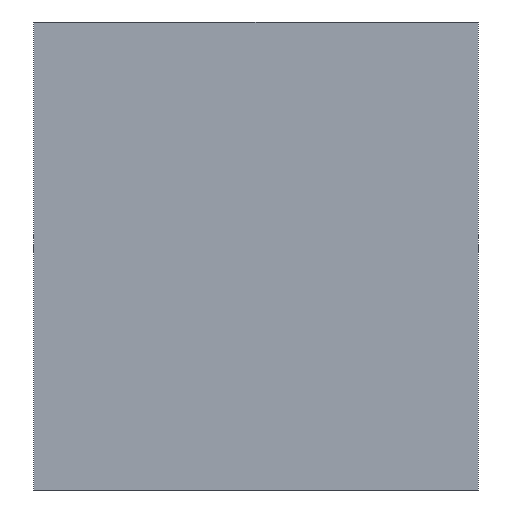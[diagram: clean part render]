
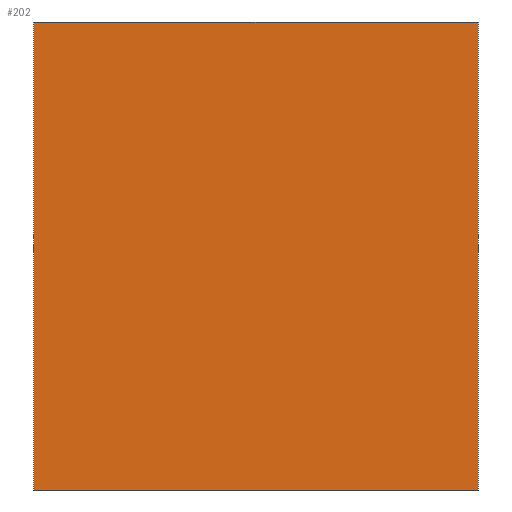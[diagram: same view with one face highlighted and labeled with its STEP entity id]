
A CAD part, front view. The second image highlights one B-rep face of the part: STEP entity #202.
In plain terms, the highlighted planar face has unit normal (0, -1, 0).
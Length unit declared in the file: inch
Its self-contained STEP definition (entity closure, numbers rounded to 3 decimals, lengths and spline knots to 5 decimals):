
#14=LINE($,#316,#26);
#22=LINE($,#331,#34);
#23=LINE($,#333,#35);
#24=LINE($,#334,#36);
#26=VECTOR($,#264,0.1);
#34=VECTOR($,#276,0.1);
#35=VECTOR($,#279,0.095);
#36=VECTOR($,#280,0.095);
#40=PLANE($,#226);
#68=FACE_OUTER_BOUND($,#82,.T.);
#82=EDGE_LOOP($,(#167,#168,#169,#170));
#116=VERTEX_POINT($,#313);
#117=VERTEX_POINT($,#315);
#121=VERTEX_POINT($,#327);
#122=VERTEX_POINT($,#329);
#134=EDGE_CURVE($,#116,#117,#14,.T.);
#142=EDGE_CURVE($,#121,#122,#22,.T.);
#143=EDGE_CURVE($,#116,#121,#23,.T.);
#144=EDGE_CURVE($,#117,#122,#24,.T.);
#167=ORIENTED_EDGE($,*,*,#143,.T.);
#168=ORIENTED_EDGE($,*,*,#142,.T.);
#169=ORIENTED_EDGE($,*,*,#144,.F.);
#170=ORIENTED_EDGE($,*,*,#134,.F.);
#202=ADVANCED_FACE($,(#68),#40,.T.);
#226=AXIS2_PLACEMENT_3D($,#332,#277,#278);
#264=DIRECTION($,(0.,0.,1.));
#276=DIRECTION($,(0.,0.,1.));
#277=DIRECTION('center_axis',(0.,-1.,0.));
#278=DIRECTION('ref_axis',(1.,0.,0.));
#279=DIRECTION($,(1.,0.,0.));
#280=DIRECTION($,(1.,0.,0.));
#313=CARTESIAN_POINT('',(0.,0.,0.));
#315=CARTESIAN_POINT('',(0.,0.,0.1));
#316=CARTESIAN_POINT($,(0.,0.,0.));
#327=CARTESIAN_POINT('',(0.095,0.,0.));
#329=CARTESIAN_POINT('',(0.095,0.,0.1));
#331=CARTESIAN_POINT($,(0.095,0.,0.));
#332=CARTESIAN_POINT('Origin',(0.,0.,0.));
#333=CARTESIAN_POINT($,(0.,0.,0.));
#334=CARTESIAN_POINT($,(0.,0.,0.1));
